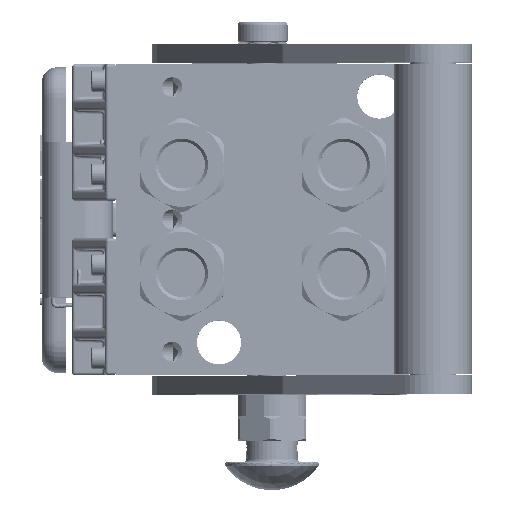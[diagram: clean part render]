
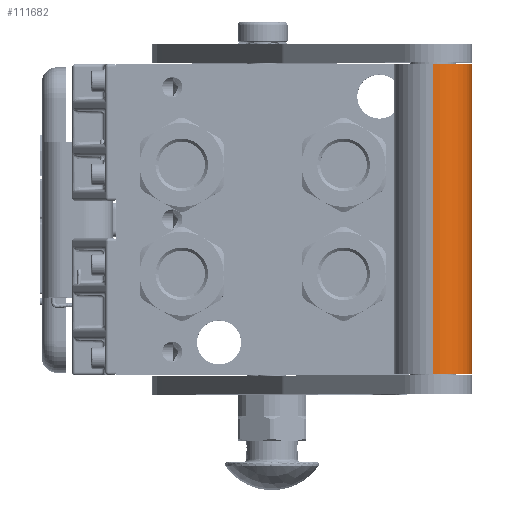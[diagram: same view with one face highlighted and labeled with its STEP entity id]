
A CAD part, top view. The second image highlights one B-rep face of the part: STEP entity #111682.
In plain terms, the highlighted cylindrical face has radius 12.5 mm (diameter 25 mm), a partial arc.
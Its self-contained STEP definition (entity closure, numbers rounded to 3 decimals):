
#2633 = EDGE_CURVE ( 'NONE', #134457, #125998, #115672, .T. ) ;
#6038 = AXIS2_PLACEMENT_3D ( 'NONE', #37313, #126485, #50129 ) ;
#7761 = CARTESIAN_POINT ( 'NONE',  ( 104., 0., -12.5 ) ) ;
#15037 = EDGE_CURVE ( 'NONE', #123434, #80256, #19737, .T. ) ;
#15595 = DIRECTION ( 'NONE',  ( 0., 0., -1. ) ) ;
#19737 = LINE ( 'NONE', #7761, #107969 ) ;
#25626 = VECTOR ( 'NONE', #85570, 1000. ) ;
#26939 = EDGE_CURVE ( 'NONE', #80256, #125998, #69443, .T. ) ;
#30040 = ORIENTED_EDGE ( 'NONE', *, *, #135529, .F. ) ;
#37313 = CARTESIAN_POINT ( 'NONE',  ( -5.425, 0., 0. ) ) ;
#38206 = AXIS2_PLACEMENT_3D ( 'NONE', #47971, #123799, #15595 ) ;
#39633 = CARTESIAN_POINT ( 'NONE',  ( 4.5, 0., -12.5 ) ) ;
#42542 = CIRCLE ( 'NONE', #117942, 12.5 ) ;
#47271 = CARTESIAN_POINT ( 'NONE',  ( 4.5, 0., 12.5 ) ) ;
#47971 = CARTESIAN_POINT ( 'NONE',  ( 4.5, 0., 0. ) ) ;
#50129 = DIRECTION ( 'NONE',  ( 0., 0., 1. ) ) ;
#61865 = ORIENTED_EDGE ( 'NONE', *, *, #2633, .F. ) ;
#69443 = CIRCLE ( 'NONE', #38206, 12.5 ) ;
#76573 = CARTESIAN_POINT ( 'NONE',  ( 104., 0., -12.5 ) ) ;
#80256 = VERTEX_POINT ( 'NONE', #39633 ) ;
#85543 = CARTESIAN_POINT ( 'NONE',  ( 104., 0., 0. ) ) ;
#85570 = DIRECTION ( 'NONE',  ( -1., 0., 0. ) ) ;
#87385 = CYLINDRICAL_SURFACE ( 'NONE', #6038, 12.5 ) ;
#95492 = DIRECTION ( 'NONE',  ( 0., 0., -1. ) ) ;
#95528 = CARTESIAN_POINT ( 'NONE',  ( 104., 0., 12.5 ) ) ;
#104304 = ORIENTED_EDGE ( 'NONE', *, *, #15037, .T. ) ;
#107969 = VECTOR ( 'NONE', #125926, 1000. ) ;
#111682 = ADVANCED_FACE ( 'NONE', ( #136591 ), #87385, .T. ) ;
#113798 = EDGE_LOOP ( 'NONE', ( #123066, #61865, #30040, #104304 ) ) ;
#115672 = LINE ( 'NONE', #95528, #25626 ) ;
#116167 = CARTESIAN_POINT ( 'NONE',  ( 104., 0., 12.5 ) ) ;
#116843 = DIRECTION ( 'NONE',  ( 1., 0., 0. ) ) ;
#117942 = AXIS2_PLACEMENT_3D ( 'NONE', #85543, #116843, #95492 ) ;
#123066 = ORIENTED_EDGE ( 'NONE', *, *, #26939, .T. ) ;
#123434 = VERTEX_POINT ( 'NONE', #76573 ) ;
#123799 = DIRECTION ( 'NONE',  ( 1., 0., 0. ) ) ;
#125926 = DIRECTION ( 'NONE',  ( -1., 0., 0. ) ) ;
#125998 = VERTEX_POINT ( 'NONE', #47271 ) ;
#126485 = DIRECTION ( 'NONE',  ( -1., 0., 0. ) ) ;
#134457 = VERTEX_POINT ( 'NONE', #116167 ) ;
#135529 = EDGE_CURVE ( 'NONE', #123434, #134457, #42542, .T. ) ;
#136591 = FACE_OUTER_BOUND ( 'NONE', #113798, .T. ) ;
